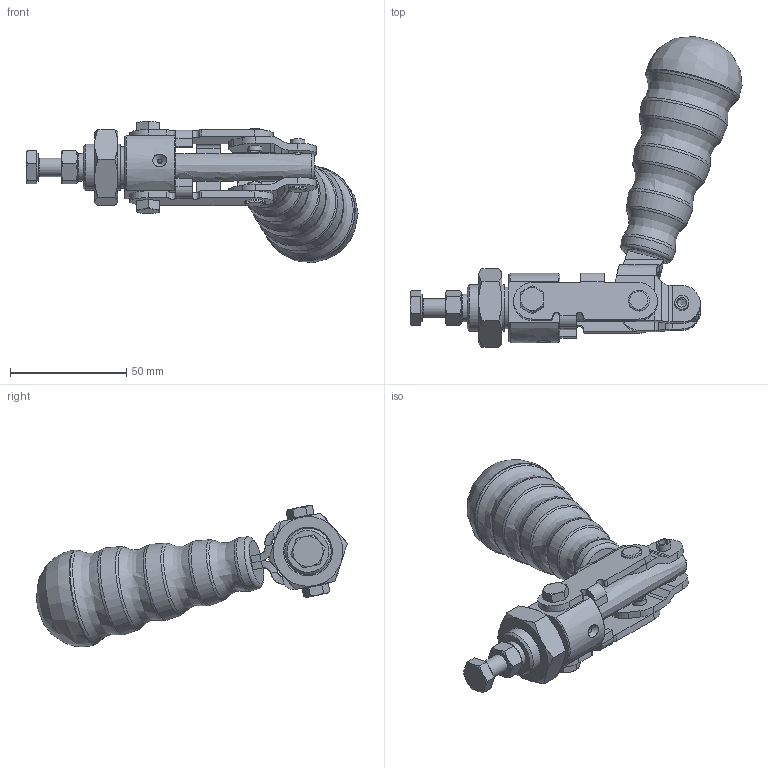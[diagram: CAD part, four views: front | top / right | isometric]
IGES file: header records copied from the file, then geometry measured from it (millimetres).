
Global section: file name: No Iges File Name specified; native system: AutoDesk Inventor R6.1; preprocessor: AutoDesk Inventor Iges Exporter R6.1; author: No Author specified; organization: No Organization specified; date: 20050928.084742; units: millimetre
Bounding box: 143.03 x 133.89 x 61.02 mm (x, y, z)
Surface area: 33171.3 mm2 (no closed solid volume)
Topology: 0 solids, 0 shells, 321 faces, 1477 edges, 1412 vertices
Faces by surface type: revolution 132, plane 122, bspline 67
